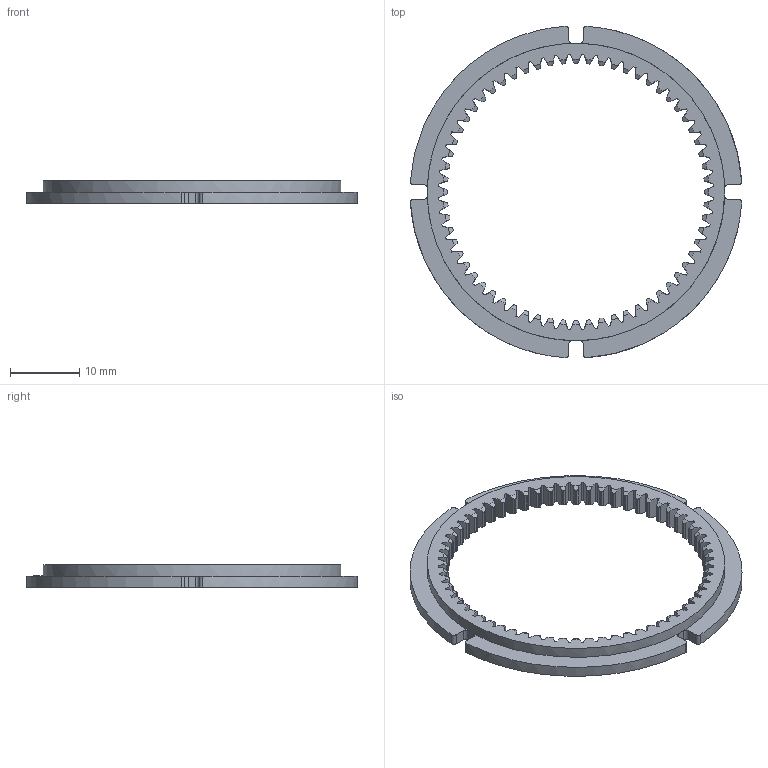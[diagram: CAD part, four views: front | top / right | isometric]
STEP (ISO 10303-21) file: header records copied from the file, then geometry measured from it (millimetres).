
FILE_DESCRIPTION(/* description */ ('STEP AP242','CAx-IF Rec.Pracs.---Representation and Presentation of Product Manufacturing Information (PMI)---4.0---2014-10-13','CAx-IF Rec.Pracs.---3D Tessellated Geometry---0.4---2014-09-14','2;1'),/* implementation_level */ '2;1');
FILE_NAME(/* name */ '63d7de0303ad56717aa0e78e',/* time_stamp */ '2023-01-30T15:11:01+00:00',/* author */ (''),/* organization */ (''),/* preprocessor_version */ 'ST-DEVELOPER v18.102',/* originating_system */ ' ',/* authorisation */ ' ');
FILE_SCHEMA (('AP242_MANAGED_MODEL_BASED_3D_ENGINEERING_MIM_LF { 1 0 10303 442 1 1 4 }'));
Length unit declared in the file: metre
Products named in the file (1): MP00004_Crown teeth
Bounding box: 47.9 x 47.9 x 3.2 mm (x, y, z)
Volume: 1456.8 mm3; surface area: 2447.5 mm2
Topology: 1 solids, 1 shells, 551 faces, 1645 edges, 1096 vertices
Faces by surface type: cylinder 272, bspline 141, cone 128, plane 10
Entity records: 23347 total; most frequent: CARTESIAN_POINT 10163, ORIENTED_EDGE 3286, DIRECTION 2046, EDGE_CURVE 1643, VERTEX_POINT 1095, B_SPLINE_CURVE_WITH_KNOTS 819, AXIS2_PLACEMENT_3D 811, EDGE_LOOP 554
